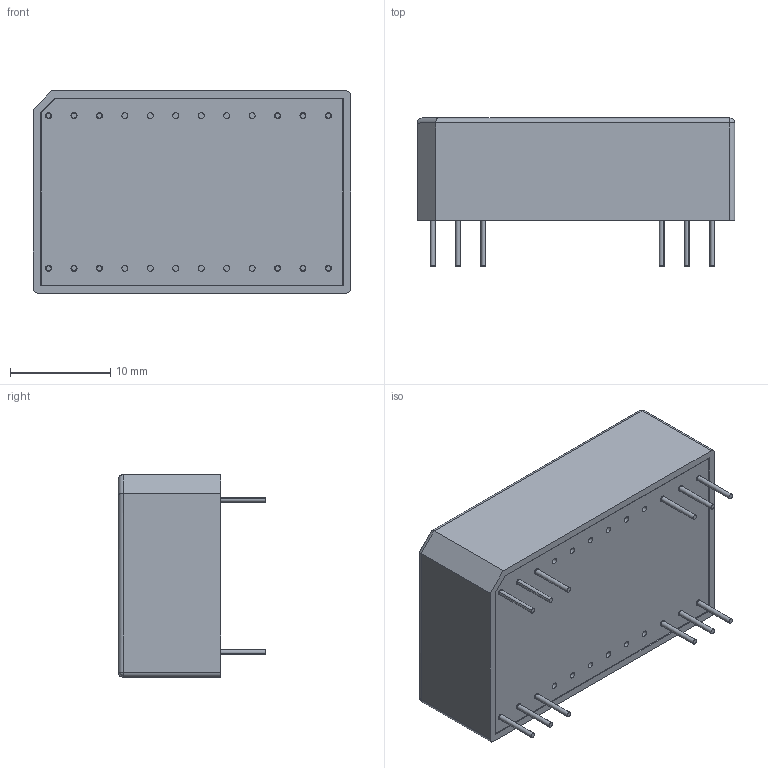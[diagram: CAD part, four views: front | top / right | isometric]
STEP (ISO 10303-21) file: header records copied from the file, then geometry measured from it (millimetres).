
FILE_DESCRIPTION (( 'STEP AP214' ), '1' );
FILE_NAME ('tel3.STEP', '2015-02-16T15:16:29', ( '' ), ( '' ), 'SwSTEP 2.0', 'SolidWorks 2013', '' );
FILE_SCHEMA (( 'AUTOMOTIVE_DESIGN' ));
Length unit declared in the file: millimetre
Products named in the file (4): BASE; CASE; PIN; tel3
Assembly tree (14 placements, depth 2):
  tel3
    PIN  x12
    CASE
    BASE
Bounding box: 31.7 x 14.75 x 20.2 mm (x, y, z)
Volume: 1718.4 mm3; surface area: 4550.9 mm2
Topology: 14 solids, 14 shells, 127 faces, 286 edges, 185 vertices
Faces by surface type: cylinder 80, plane 44, bspline 3
Entity records: 3879 total; most frequent: DIRECTION 521, CARTESIAN_POINT 509, ORIENTED_EDGE 434, EDGE_CURVE 217, AXIS2_PLACEMENT_3D 209, VERTEX_POINT 141, EDGE_LOOP 132, CIRCLE 112
